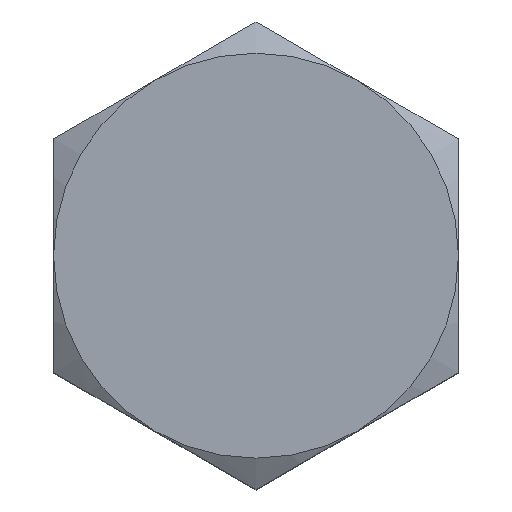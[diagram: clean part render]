
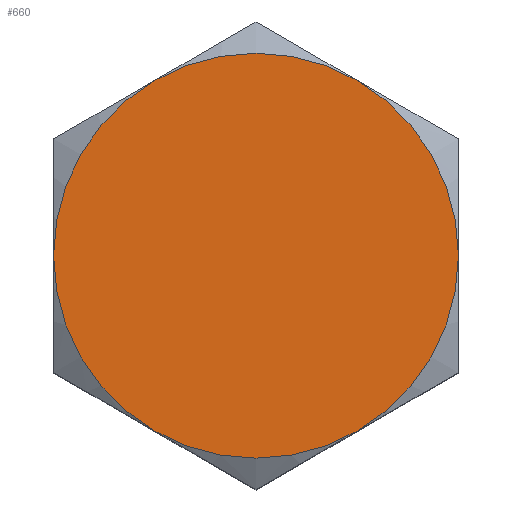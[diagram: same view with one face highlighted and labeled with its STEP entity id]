
A CAD part, top view. The second image highlights one B-rep face of the part: STEP entity #660.
In plain terms, the highlighted planar face has unit normal (0, 0, 1).
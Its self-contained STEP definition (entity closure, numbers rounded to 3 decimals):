
#29 = CARTESIAN_POINT ( 'NONE',  ( -4.85, 8.227, 6.2 ) ) ;
#44 = CARTESIAN_POINT ( 'NONE',  ( -4.85, -8.227, 6.2 ) ) ;
#66 = FACE_OUTER_BOUND ( 'NONE', #1344, .T. ) ;
#80 = ORIENTED_EDGE ( 'NONE', *, *, #668, .T. ) ;
#90 = DIRECTION ( 'NONE',  ( -1., 0., 0. ) ) ;
#102 = DIRECTION ( 'NONE',  ( 0., 0., -1. ) ) ;
#122 = DIRECTION ( 'NONE',  ( 0., 0., 1. ) ) ;
#132 = DIRECTION ( 'NONE',  ( 1., 0., 0. ) ) ;
#158 = CARTESIAN_POINT ( 'NONE',  ( -0.1, 0., 6.2 ) ) ;
#228 = AXIS2_PLACEMENT_3D ( 'NONE', #942, #1269, #604 ) ;
#266 = EDGE_CURVE ( 'NONE', #900, #798, #372, .T. ) ;
#267 = AXIS2_PLACEMENT_3D ( 'NONE', #1195, #122, #318 ) ;
#279 = AXIS2_PLACEMENT_3D ( 'NONE', #843, #495, #823 ) ;
#307 = EDGE_CURVE ( 'NONE', #798, #1106, #899, .T. ) ;
#318 = DIRECTION ( 'NONE',  ( 1., 0., 0. ) ) ;
#341 = ORIENTED_EDGE ( 'NONE', *, *, #307, .F. ) ;
#360 = DIRECTION ( 'NONE',  ( 0., 0., 1. ) ) ;
#372 = CIRCLE ( 'NONE', #831, 9.5 ) ;
#402 = EDGE_CURVE ( 'NONE', #655, #873, #551, .T. ) ;
#491 = CIRCLE ( 'NONE', #228, 9.5 ) ;
#495 = DIRECTION ( 'NONE',  ( 0., 0., 1. ) ) ;
#501 = CARTESIAN_POINT ( 'NONE',  ( 9.4, 0., 6.2 ) ) ;
#505 = EDGE_CURVE ( 'NONE', #900, #974, #1279, .T. ) ;
#525 = CARTESIAN_POINT ( 'NONE',  ( -0.1, 0., 6.2 ) ) ;
#542 = ORIENTED_EDGE ( 'NONE', *, *, #402, .T. ) ;
#551 = CIRCLE ( 'NONE', #267, 9.5 ) ;
#563 = CARTESIAN_POINT ( 'NONE',  ( 4.65, -8.227, 6.2 ) ) ;
#564 = ORIENTED_EDGE ( 'NONE', *, *, #1162, .T. ) ;
#604 = DIRECTION ( 'NONE',  ( 1., 0., 0. ) ) ;
#655 = VERTEX_POINT ( 'NONE', #501 ) ;
#660 = ADVANCED_FACE ( 'NONE', ( #66 ), #1274, .T. ) ;
#668 = EDGE_CURVE ( 'NONE', #873, #1106, #491, .T. ) ;
#683 = AXIS2_PLACEMENT_3D ( 'NONE', #1124, #360, #801 ) ;
#798 = VERTEX_POINT ( 'NONE', #848 ) ;
#801 = DIRECTION ( 'NONE',  ( 1., 0., 0. ) ) ;
#823 = DIRECTION ( 'NONE',  ( 1., 0., 0. ) ) ;
#828 = DIRECTION ( 'NONE',  ( 0., 0., -1. ) ) ;
#831 = AXIS2_PLACEMENT_3D ( 'NONE', #1055, #828, #90 ) ;
#843 = CARTESIAN_POINT ( 'NONE',  ( -0.1, 0., 6.2 ) ) ;
#848 = CARTESIAN_POINT ( 'NONE',  ( -9.6, 0., 6.2 ) ) ;
#856 = AXIS2_PLACEMENT_3D ( 'NONE', #158, #1137, #132 ) ;
#873 = VERTEX_POINT ( 'NONE', #1069 ) ;
#899 = CIRCLE ( 'NONE', #1302, 9.5 ) ;
#900 = VERTEX_POINT ( 'NONE', #44 ) ;
#942 = CARTESIAN_POINT ( 'NONE',  ( -0.1, 0., 6.2 ) ) ;
#974 = VERTEX_POINT ( 'NONE', #563 ) ;
#1055 = CARTESIAN_POINT ( 'NONE',  ( -0.1, 0., 6.2 ) ) ;
#1069 = CARTESIAN_POINT ( 'NONE',  ( 4.65, 8.227, 6.2 ) ) ;
#1106 = VERTEX_POINT ( 'NONE', #29 ) ;
#1123 = ORIENTED_EDGE ( 'NONE', *, *, #505, .T. ) ;
#1124 = CARTESIAN_POINT ( 'NONE',  ( -0.1, 0., 6.2 ) ) ;
#1137 = DIRECTION ( 'NONE',  ( 0., 0., 1. ) ) ;
#1162 = EDGE_CURVE ( 'NONE', #974, #655, #1285, .T. ) ;
#1195 = CARTESIAN_POINT ( 'NONE',  ( -0.1, 0., 6.2 ) ) ;
#1269 = DIRECTION ( 'NONE',  ( 0., 0., 1. ) ) ;
#1274 = PLANE ( 'NONE',  #279 ) ;
#1279 = CIRCLE ( 'NONE', #683, 9.5 ) ;
#1285 = CIRCLE ( 'NONE', #856, 9.5 ) ;
#1290 = DIRECTION ( 'NONE',  ( -1., 0., 0. ) ) ;
#1302 = AXIS2_PLACEMENT_3D ( 'NONE', #525, #102, #1290 ) ;
#1344 = EDGE_LOOP ( 'NONE', ( #542, #80, #341, #1356, #1123, #564 ) ) ;
#1356 = ORIENTED_EDGE ( 'NONE', *, *, #266, .F. ) ;
